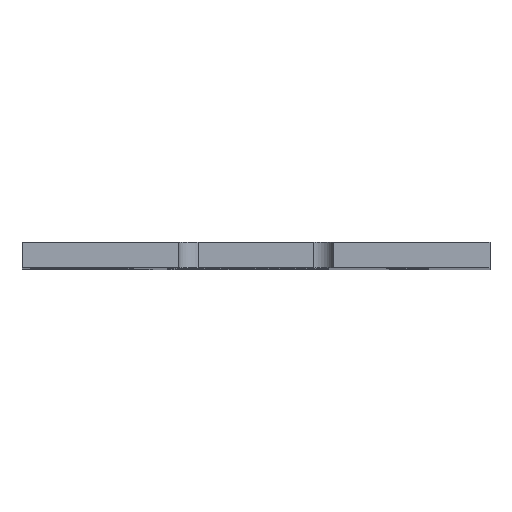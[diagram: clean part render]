
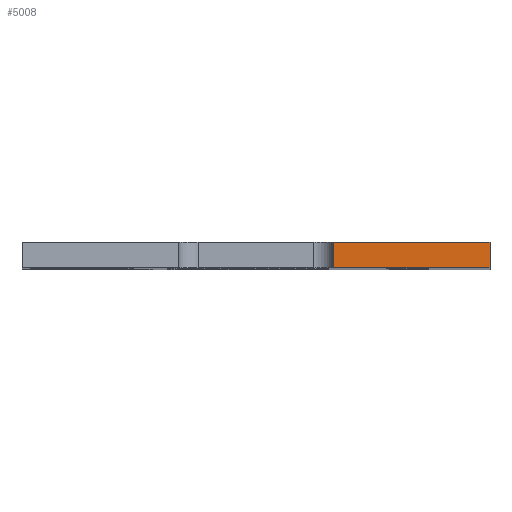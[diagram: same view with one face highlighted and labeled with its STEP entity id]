
A CAD part, top view. The second image highlights one B-rep face of the part: STEP entity #5008.
In plain terms, the highlighted free-form (B-spline) face has degree [1, 1] with [2, 2] control points.
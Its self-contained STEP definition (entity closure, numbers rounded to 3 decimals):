
#528=CARTESIAN_POINT('',(49.0,16.0,430.0));
#529=VERTEX_POINT('',#528);
#535=CARTESIAN_POINT('',(147.5,16.0,430.0));
#536=VERTEX_POINT('',#535);
#537=CARTESIAN_POINT('',(49.0,16.0,430.0));
#538=CARTESIAN_POINT('',(147.5,16.0,430.0));
#539=B_SPLINE_CURVE_WITH_KNOTS('',1,(#537,#538),.UNSPECIFIED.,.F.,.U.,
 (2,2),(196.5,295.0),.UNSPECIFIED.);
#540=EDGE_CURVE('n� 1154',#529,#536,#539,.T.);
#2891=CARTESIAN_POINT('',(147.5,0.0,430.0));
#2892=VERTEX_POINT('',#2891);
#2898=CARTESIAN_POINT('',(49.0,0.0,430.0));
#2899=VERTEX_POINT('',#2898);
#2900=CARTESIAN_POINT('',(49.0,0.0,430.0));
#2901=CARTESIAN_POINT('',(147.5,0.0,430.0));
#2902=B_SPLINE_CURVE_WITH_KNOTS('',1,(#2900,#2901),.UNSPECIFIED.,.F.,.U.,
 (2,2),(196.5,295.0),.UNSPECIFIED.);
#2903=EDGE_CURVE('n� 1127',#2899,#2892,#2902,.T.);
#4989=ORIENTED_EDGE('',*,*,#540,.F.);
#4990=CARTESIAN_POINT('',(49.0,0.0,430.0));
#4991=CARTESIAN_POINT('',(49.0,16.0,430.0));
#4992=B_SPLINE_CURVE_WITH_KNOTS('',1,(#4990,#4991),.UNSPECIFIED.,.F.,.U.,
 (2,2),(0.0,16.0),.UNSPECIFIED.);
#4993=EDGE_CURVE('n� 1207',#2899,#529,#4992,.T.);
#4994=ORIENTED_EDGE('',*,*,#4993,.F.);
#4995=ORIENTED_EDGE('',*,*,#2903,.T.);
#4996=CARTESIAN_POINT('',(147.5,16.0,430.0));
#4997=CARTESIAN_POINT('',(147.5,0.0,430.0));
#4998=B_SPLINE_CURVE_WITH_KNOTS('',1,(#4996,#4997),.UNSPECIFIED.,.F.,.U.,
 (2,2),(0.0,16.0),.UNSPECIFIED.);
#4999=EDGE_CURVE('n� 76',#536,#2892,#4998,.T.);
#5000=ORIENTED_EDGE('',*,*,#4999,.F.);
#5001=EDGE_LOOP('',(#4989,#4994,#4995,#5000));
#5002=FACE_OUTER_BOUND('',#5001,.T.);
#5003=CARTESIAN_POINT('',(147.5,0.0,430.0));
#5004=CARTESIAN_POINT('',(147.5,16.0,430.0));
#5005=CARTESIAN_POINT('',(49.0,0.0,430.0));
#5006=CARTESIAN_POINT('',(49.0,16.0,430.0));
#5007=B_SPLINE_SURFACE_WITH_KNOTS('',1,1,((#5003,#5004),(#5005,#5006)),.PLANE_SURF.,.U.,.U.,.U.,
 (2,2),(2,2),(-295.0,-196.5),(-16.0,0.0),.UNSPECIFIED.);
#5008=ADVANCED_FACE('n� 1180',(#5002),#5007,.F.);
